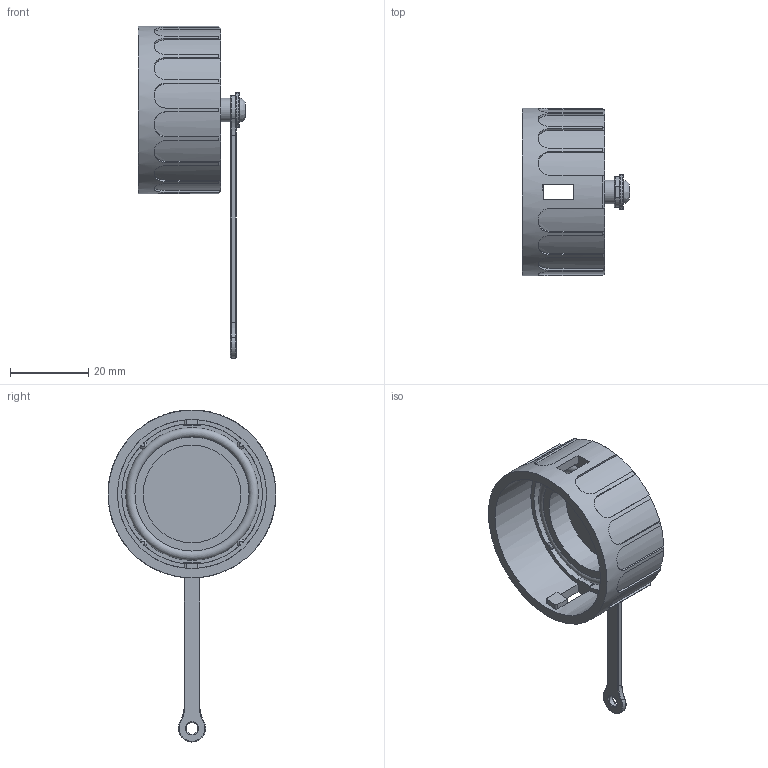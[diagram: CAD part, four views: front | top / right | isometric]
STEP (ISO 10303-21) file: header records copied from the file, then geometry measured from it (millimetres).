
FILE_DESCRIPTION(/* description */ (''),/* implementation_level */ '2;1');
FILE_NAME(/* name */ 'c016 00u000 001 2nxc001-04.stp',/* time_stamp */ '2019-06-07T14:49:12+02:00',/* author */ (''),/* organization */ (''),/* preprocessor_version */ 'ST-DEVELOPER v16.7',/* originating_system */ 'SIEMENS PLM Software NX 12.0',/* authorisation */ '');
FILE_SCHEMA (('AUTOMOTIVE_DESIGN { 1 0 10303 214 3 1 1 1 }'));
Length unit declared in the file: millimetre
Products named in the file (1): c016 00u000 001 2nxc001-04
Bounding box: 27.4 x 43 x 85 mm (x, y, z)
Volume: 10536.9 mm3; surface area: 10422.4 mm2
Topology: 1 solids, 3 shells, 221 faces, 572 edges, 363 vertices
Faces by surface type: cylinder 88, plane 87, bspline 25, cone 17, torus 4
Full cylindrical faces by diameter (mm): 3 x1, 4 x2, 4.3 x1, 6 x1, 8.8 x1, 25 x1, 29 x1, 29.2 x2, 38 x1, 38.2 x1, 43 x1
Entity records: 7862 total; most frequent: CARTESIAN_POINT 2795, ORIENTED_EDGE 1080, DIRECTION 983, EDGE_CURVE 540, AXIS2_PLACEMENT_3D 398, VERTEX_POINT 354, EDGE_LOOP 268, ADVANCED_FACE 221
